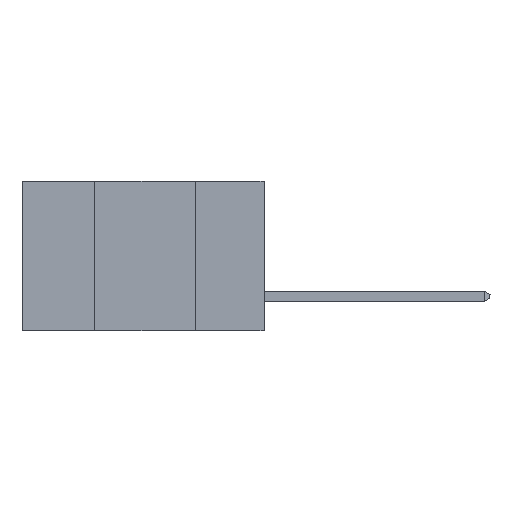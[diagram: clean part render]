
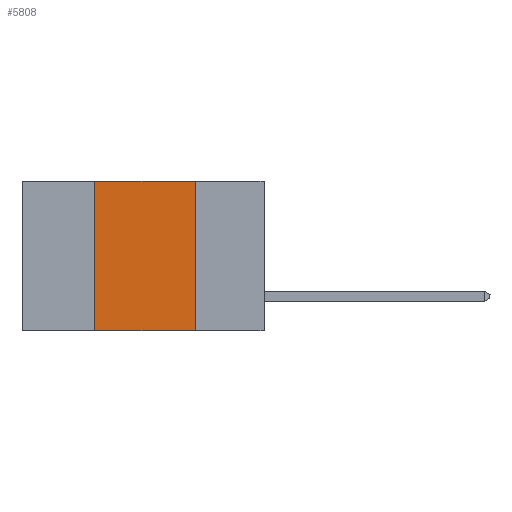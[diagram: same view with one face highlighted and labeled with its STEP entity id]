
A CAD part, left-side view. The second image highlights one B-rep face of the part: STEP entity #5808.
In plain terms, the highlighted planar face has unit normal (-1, 0, 0).
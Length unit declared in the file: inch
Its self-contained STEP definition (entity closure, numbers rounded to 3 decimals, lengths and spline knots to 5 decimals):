
#1359 = CARTESIAN_POINT ( 'NONE',  ( 0., 0.42, -0.37 ) ) ;
#1496 = AXIS2_PLACEMENT_3D ( 'NONE', #18817, #18604, #12219 ) ;
#1691 = LINE ( 'NONE', #10941, #14642 ) ;
#2534 = EDGE_CURVE ( 'NONE', #10345, #4330, #12534, .T. ) ;
#2771 = PLANE ( 'NONE',  #1496 ) ;
#3351 = CARTESIAN_POINT ( 'NONE',  ( 0., 0.17, 0. ) ) ;
#3832 = CARTESIAN_POINT ( 'NONE',  ( 0., 0.42, -0.37 ) ) ;
#4330 = VERTEX_POINT ( 'NONE', #15124 ) ;
#4602 = ORIENTED_EDGE ( 'NONE', *, *, #14075, .F. ) ;
#5064 = VERTEX_POINT ( 'NONE', #16318 ) ;
#5808 = ADVANCED_FACE ( 'NONE', ( #16906 ), #2771, .F. ) ;
#6250 = ORIENTED_EDGE ( 'NONE', *, *, #15903, .F. ) ;
#10049 = LINE ( 'NONE', #3832, #10312 ) ;
#10263 = LINE ( 'NONE', #15061, #13676 ) ;
#10312 = VECTOR ( 'NONE', #13168, 39.37008 ) ;
#10345 = VERTEX_POINT ( 'NONE', #3351 ) ;
#10468 = DIRECTION ( 'NONE',  ( 0., -1., 0. ) ) ;
#10526 = DIRECTION ( 'NONE',  ( 0., 0., -1. ) ) ;
#10941 = CARTESIAN_POINT ( 'NONE',  ( 0., 0.6, 0. ) ) ;
#11261 = DIRECTION ( 'NONE',  ( 0., -1., 0. ) ) ;
#11582 = VERTEX_POINT ( 'NONE', #1359 ) ;
#12219 = DIRECTION ( 'NONE',  ( 0., 0., -1. ) ) ;
#12534 = LINE ( 'NONE', #14210, #17514 ) ;
#13168 = DIRECTION ( 'NONE',  ( 0., 0., 1. ) ) ;
#13676 = VECTOR ( 'NONE', #10468, 39.37008 ) ;
#14075 = EDGE_CURVE ( 'NONE', #11582, #5064, #10049, .T. ) ;
#14210 = CARTESIAN_POINT ( 'NONE',  ( 0., 0.17, -0.37 ) ) ;
#14642 = VECTOR ( 'NONE', #11261, 39.37008 ) ;
#15061 = CARTESIAN_POINT ( 'NONE',  ( 0., 0.6, -0.37 ) ) ;
#15124 = CARTESIAN_POINT ( 'NONE',  ( 0., 0.17, -0.37 ) ) ;
#15286 = ORIENTED_EDGE ( 'NONE', *, *, #17493, .T. ) ;
#15512 = ORIENTED_EDGE ( 'NONE', *, *, #2534, .F. ) ;
#15903 = EDGE_CURVE ( 'NONE', #5064, #10345, #1691, .T. ) ;
#16318 = CARTESIAN_POINT ( 'NONE',  ( 0., 0.42, 0. ) ) ;
#16906 = FACE_OUTER_BOUND ( 'NONE', #18116, .T. ) ;
#17493 = EDGE_CURVE ( 'NONE', #11582, #4330, #10263, .T. ) ;
#17514 = VECTOR ( 'NONE', #10526, 39.37008 ) ;
#18116 = EDGE_LOOP ( 'NONE', ( #15512, #6250, #4602, #15286 ) ) ;
#18604 = DIRECTION ( 'NONE',  ( 1., 0., 0. ) ) ;
#18817 = CARTESIAN_POINT ( 'NONE',  ( 0., 0.6, 0. ) ) ;
